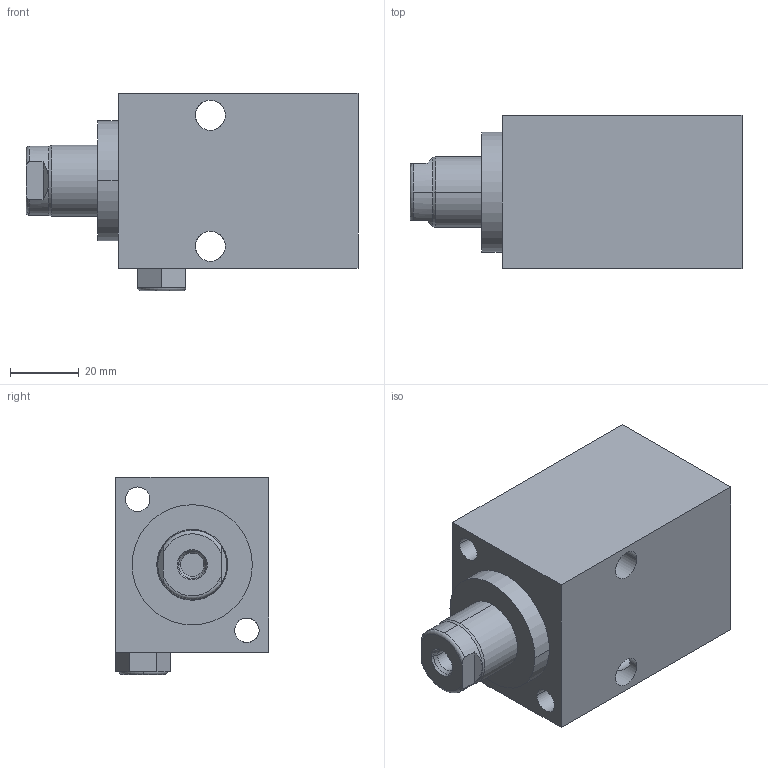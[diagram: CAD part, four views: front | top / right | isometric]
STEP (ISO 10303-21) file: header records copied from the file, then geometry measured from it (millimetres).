
FILE_DESCRIPTION((''),'2;1');
FILE_NAME('ILCM42011003','2018-07-17T',('ngp'),(''),'PRO/ENGINEER BY PARAMETRIC TECHNOLOGY CORPORATION, 2013320','PRO/ENGINEER BY PARAMETRIC TECHNOLOGY CORPORATION, 2013320','');
FILE_SCHEMA(('AUTOMOTIVE_DESIGN { 1 0 10303 214 1 1 1 1 }'));
Length unit declared in the file: millimetre
Products named in the file (1): ILCM42011003
Bounding box: 96.52 x 44.59 x 57.33 mm (x, y, z)
Volume: 157480.1 mm3; surface area: 26945.5 mm2
Topology: 1 solids, 4 shells, 92 faces, 212 edges, 130 vertices
Faces by surface type: cylinder 41, plane 37, cone 10, torus 4
Entity records: 3766 total; most frequent: CARTESIAN_POINT 642, DIRECTION 476, ORIENTED_EDGE 420, PRESENTATION_STYLE_ASSIGNMENT 236, STYLED_ITEM 214, CURVE_STYLE 212, EDGE_CURVE 212, AXIS2_PLACEMENT_3D 185
